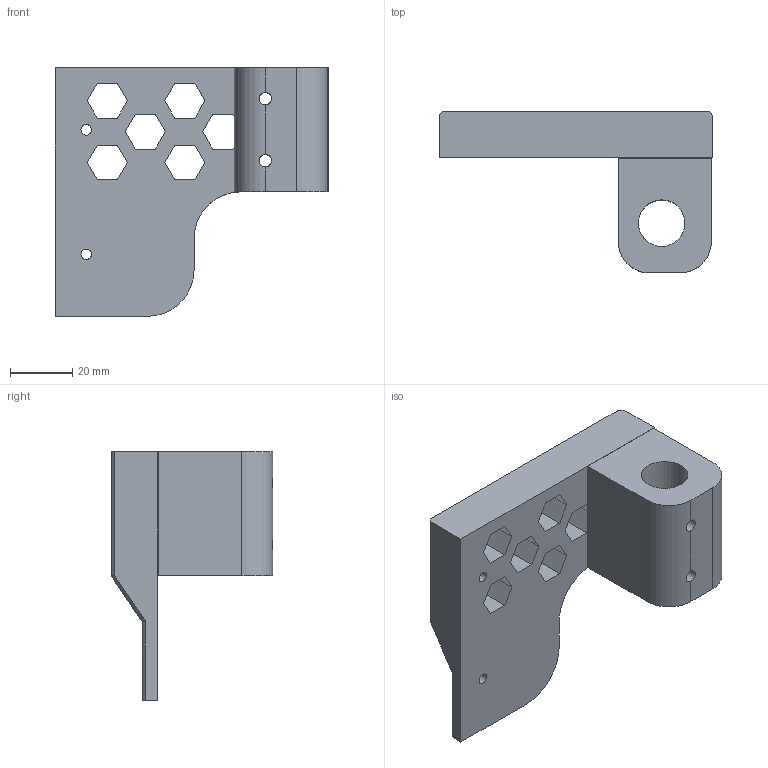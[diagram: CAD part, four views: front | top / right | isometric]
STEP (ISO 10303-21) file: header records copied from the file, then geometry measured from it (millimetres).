
FILE_DESCRIPTION(('FreeCAD Model'),'2;1');
FILE_NAME('Open CASCADE Shape Model','2023-07-06T22:06:54',(''),(''), 'Open CASCADE STEP processor 7.6','FreeCAD','Unknown');
FILE_SCHEMA(('AUTOMOTIVE_DESIGN { 1 0 10303 214 1 1 1 1 }'));
Length unit declared in the file: millimetre
Products named in the file (3): CF_902a_FramewZaxis; BZ_004c_ZcarriagePlate_PlateRZ (Mirror #1)_001; BZ_004c_ZcarriagePlate_Body002_002
Assembly tree (2 placements, depth 2):
  CF_902a_FramewZaxis
    BZ_004c_ZcarriagePlate_PlateRZ (Mirror #1)_001
    BZ_004c_ZcarriagePlate_Body002_002
Bounding box: 88.21 x 52.16 x 80.17 mm (x, y, z)
Volume: 85102.2 mm3; surface area: 27540.5 mm2
Topology: 2 solids, 2 shells, 95 faces, 264 edges, 175 vertices
Faces by surface type: plane 77, cylinder 18
Full cylindrical faces by diameter (mm): 3.4 x4, 4 x4, 6 x4, 15 x1
Entity records: 3570 total; most frequent: CARTESIAN_POINT 977, ORIENTED_EDGE 528, DIRECTION 485, EDGE_CURVE 264, LINE 223, VECTOR 223, VERTEX_POINT 175, FACE_BOUND 133
